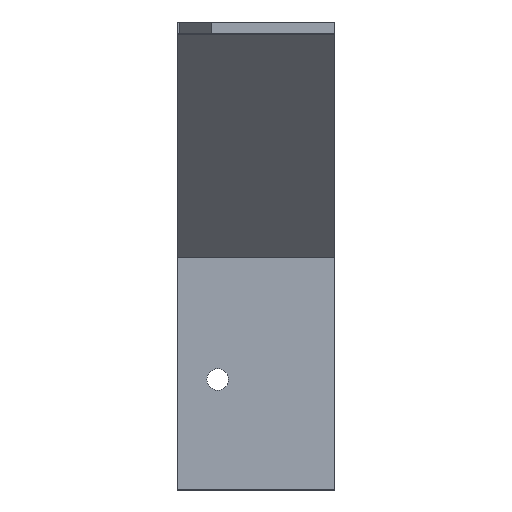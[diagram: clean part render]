
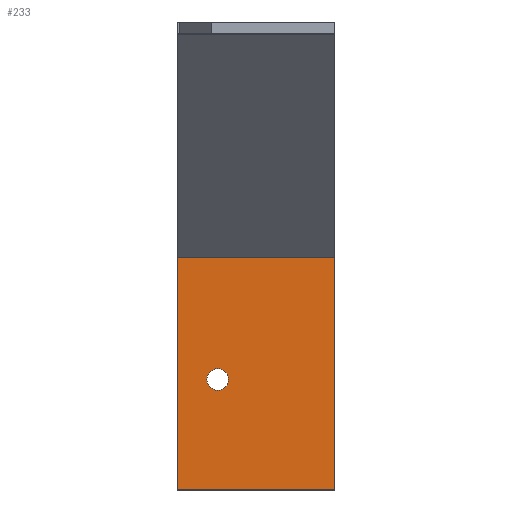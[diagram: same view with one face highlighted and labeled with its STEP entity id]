
A CAD part, top view. The second image highlights one B-rep face of the part: STEP entity #233.
In plain terms, the highlighted planar face has unit normal (0, 0, 1).
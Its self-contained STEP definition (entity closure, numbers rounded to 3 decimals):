
#16=FACE_BOUND('',#44,.T.);
#17=CIRCLE('',#244,2.75);
#30=FACE_OUTER_BOUND('',#43,.T.);
#43=EDGE_LOOP('',(#203,#204,#205,#206));
#44=EDGE_LOOP('',(#207));
#51=LINE('',#323,#79);
#67=LINE('',#355,#95);
#72=LINE('',#368,#100);
#73=LINE('',#370,#101);
#79=VECTOR('',#260,10.);
#95=VECTOR('',#286,10.);
#100=VECTOR('',#303,10.);
#101=VECTOR('',#306,10.);
#107=VERTEX_POINT('',#320);
#108=VERTEX_POINT('',#322);
#118=VERTEX_POINT('',#352);
#119=VERTEX_POINT('',#354);
#120=VERTEX_POINT('',#358);
#127=EDGE_CURVE('',#107,#108,#51,.T.);
#143=EDGE_CURVE('',#118,#119,#67,.T.);
#145=EDGE_CURVE('',#120,#120,#17,.T.);
#150=EDGE_CURVE('',#118,#108,#72,.T.);
#151=EDGE_CURVE('',#119,#107,#73,.T.);
#203=ORIENTED_EDGE('',*,*,#150,.T.);
#204=ORIENTED_EDGE('',*,*,#127,.F.);
#205=ORIENTED_EDGE('',*,*,#151,.F.);
#206=ORIENTED_EDGE('',*,*,#143,.F.);
#207=ORIENTED_EDGE('',*,*,#145,.T.);
#221=PLANE('',#249);
#233=ADVANCED_FACE('',(#30,#16),#221,.T.);
#244=AXIS2_PLACEMENT_3D('',#359,#290,#291);
#249=AXIS2_PLACEMENT_3D('',#369,#304,#305);
#260=DIRECTION('',(0.,-1.,0.));
#286=DIRECTION('',(0.,1.,0.));
#290=DIRECTION('center_axis',(0.,0.,-1.));
#291=DIRECTION('ref_axis',(-1.,0.,0.));
#303=DIRECTION('',(1.,0.,0.));
#304=DIRECTION('center_axis',(0.,0.,1.));
#305=DIRECTION('ref_axis',(0.,1.,0.));
#306=DIRECTION('',(1.,0.,0.));
#320=CARTESIAN_POINT('',(40.,79.8,27.));
#322=CARTESIAN_POINT('',(40.,20.2,27.));
#323=CARTESIAN_POINT('',(40.,139.8,27.));
#352=CARTESIAN_POINT('',(-0.3,20.2,27.));
#354=CARTESIAN_POINT('',(-0.3,79.8,27.));
#355=CARTESIAN_POINT('',(-0.3,76.8,27.));
#358=CARTESIAN_POINT('',(12.8,48.5,27.));
#359=CARTESIAN_POINT('Origin',(10.05,48.5,27.));
#368=CARTESIAN_POINT('',(20.2,20.2,27.));
#369=CARTESIAN_POINT('Origin',(20.2,20.2,27.));
#370=CARTESIAN_POINT('',(9.95,79.8,27.));
